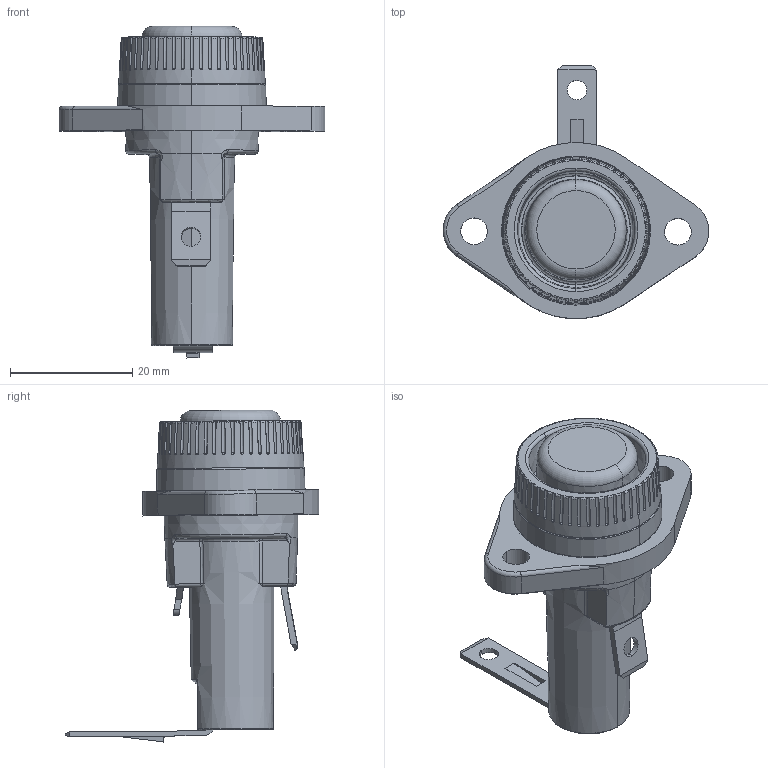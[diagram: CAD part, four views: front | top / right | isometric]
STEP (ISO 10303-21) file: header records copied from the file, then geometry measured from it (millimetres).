
FILE_DESCRIPTION (( 'STEP AP214' ), '1' );
FILE_NAME ('700812.STEP', '2025-02-12T17:17:37', ( '' ), ( '' ), 'SwSTEP 2.0', 'SolidWorks 2021', '' );
FILE_SCHEMA (( 'AUTOMOTIVE_DESIGN' ));
Length unit declared in the file: inch
Products named in the file (5): U09367; U09366; C09933; 700812; C09932P
Assembly tree (4 placements, depth 2):
  700812
    U09366
    U09367
    C09932P
    C09933
Bounding box: 43.46 x 41.5 x 54.26 mm (x, y, z)
Volume: 8693.8 mm3; surface area: 10998.6 mm2
Topology: 5 solids, 5 shells, 583 faces, 1747 edges, 1127 vertices
Faces by surface type: plane 202, cylinder 141, torus 114, sphere 49, bspline 46, cone 31
Entity records: 39318 total; most frequent: CARTESIAN_POINT 23870, ORIENTED_EDGE 3294, DIRECTION 2627, EDGE_CURVE 1647, VERTEX_POINT 1078, AXIS2_PLACEMENT_3D 1061, EDGE_LOOP 609, FACE_OUTER_BOUND 583
